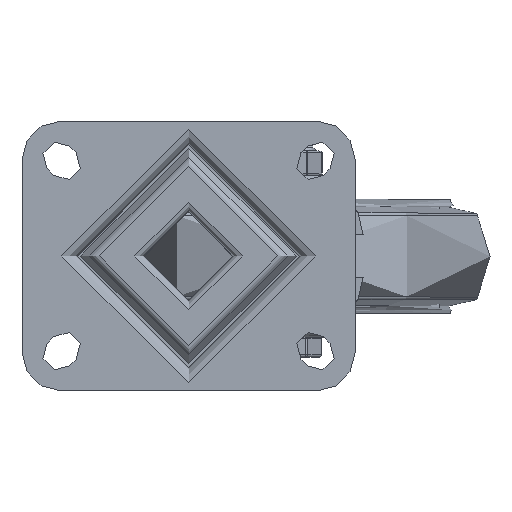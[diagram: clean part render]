
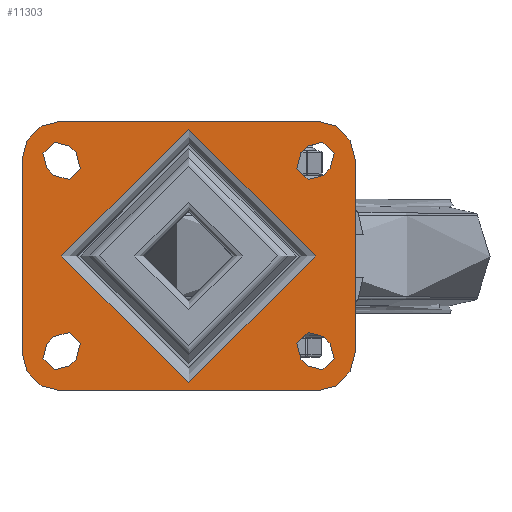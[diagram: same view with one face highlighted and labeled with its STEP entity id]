
A CAD part, top view. The second image highlights one B-rep face of the part: STEP entity #11303.
In plain terms, the highlighted planar face has unit normal (0, 0, 1).
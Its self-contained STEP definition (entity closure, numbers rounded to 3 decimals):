
#972=FACE_BOUND('',#2166,.T.);
#973=FACE_BOUND('',#2167,.T.);
#974=FACE_BOUND('',#2168,.T.);
#975=FACE_BOUND('',#2169,.T.);
#976=FACE_BOUND('',#2170,.T.);
#1118=PLANE('',#12240);
#1449=FACE_OUTER_BOUND('',#2165,.T.);
#2165=EDGE_LOOP('',(#7837,#7838,#7839,#7840,#7841,#7842,#7843,#7844));
#2166=EDGE_LOOP('',(#7845));
#2167=EDGE_LOOP('',(#7846,#7847,#7848,#7849));
#2168=EDGE_LOOP('',(#7850,#7851,#7852,#7853));
#2169=EDGE_LOOP('',(#7854,#7855,#7856,#7857));
#2170=EDGE_LOOP('',(#7858,#7859,#7860,#7861));
#3031=LINE('',#16105,#3782);
#3032=LINE('',#16106,#3783);
#3033=LINE('',#16107,#3784);
#3034=LINE('',#16108,#3785);
#3035=LINE('',#16109,#3786);
#3036=LINE('',#16110,#3787);
#3037=LINE('',#16111,#3788);
#3038=LINE('',#16112,#3789);
#3039=LINE('',#16113,#3790);
#3040=LINE('',#16114,#3791);
#3041=LINE('',#16115,#3792);
#3042=LINE('',#16116,#3793);
#3782=VECTOR('',#13360,1000.);
#3783=VECTOR('',#13361,1000.);
#3784=VECTOR('',#13362,1000.);
#3785=VECTOR('',#13363,1000.);
#3786=VECTOR('',#13364,1000.);
#3787=VECTOR('',#13365,1000.);
#3788=VECTOR('',#13366,1000.);
#3789=VECTOR('',#13367,1000.);
#3790=VECTOR('',#13368,1000.);
#3791=VECTOR('',#13369,1000.);
#3792=VECTOR('',#13370,1000.);
#3793=VECTOR('',#13371,1000.);
#4491=CIRCLE('',#12170,5.);
#4494=CIRCLE('',#12174,5.);
#4495=CIRCLE('',#12176,5.);
#4498=CIRCLE('',#12180,5.);
#4499=CIRCLE('',#12182,5.);
#4502=CIRCLE('',#12186,5.);
#4503=CIRCLE('',#12188,5.);
#4506=CIRCLE('',#12192,5.);
#4508=CIRCLE('',#12195,12.);
#4510=CIRCLE('',#12198,12.);
#4512=CIRCLE('',#12201,12.);
#4514=CIRCLE('',#12204,12.);
#4523=CIRCLE('',#12218,40.);
#4912=VERTEX_POINT('',#15927);
#4913=VERTEX_POINT('',#15928);
#4918=VERTEX_POINT('',#15939);
#4919=VERTEX_POINT('',#15941);
#4920=VERTEX_POINT('',#15945);
#4921=VERTEX_POINT('',#15946);
#4926=VERTEX_POINT('',#15957);
#4927=VERTEX_POINT('',#15959);
#4928=VERTEX_POINT('',#15963);
#4929=VERTEX_POINT('',#15964);
#4934=VERTEX_POINT('',#15975);
#4935=VERTEX_POINT('',#15977);
#4936=VERTEX_POINT('',#15981);
#4937=VERTEX_POINT('',#15982);
#4942=VERTEX_POINT('',#15993);
#4943=VERTEX_POINT('',#15995);
#4946=VERTEX_POINT('',#16002);
#4947=VERTEX_POINT('',#16004);
#4950=VERTEX_POINT('',#16011);
#4951=VERTEX_POINT('',#16013);
#4954=VERTEX_POINT('',#16020);
#4955=VERTEX_POINT('',#16022);
#4958=VERTEX_POINT('',#16029);
#4959=VERTEX_POINT('',#16031);
#4966=VERTEX_POINT('',#16055);
#6024=EDGE_CURVE('',#4912,#4913,#4491,.T.);
#6030=EDGE_CURVE('',#4918,#4919,#4494,.T.);
#6032=EDGE_CURVE('',#4920,#4921,#4495,.T.);
#6038=EDGE_CURVE('',#4926,#4927,#4498,.T.);
#6040=EDGE_CURVE('',#4928,#4929,#4499,.T.);
#6046=EDGE_CURVE('',#4934,#4935,#4502,.T.);
#6048=EDGE_CURVE('',#4936,#4937,#4503,.T.);
#6054=EDGE_CURVE('',#4942,#4943,#4506,.T.);
#6058=EDGE_CURVE('',#4946,#4947,#4508,.T.);
#6062=EDGE_CURVE('',#4950,#4951,#4510,.T.);
#6066=EDGE_CURVE('',#4954,#4955,#4512,.T.);
#6070=EDGE_CURVE('',#4958,#4959,#4514,.T.);
#6082=EDGE_CURVE('',#4966,#4966,#4523,.T.);
#6111=EDGE_CURVE('',#4955,#4958,#3031,.T.);
#6112=EDGE_CURVE('',#4951,#4954,#3032,.T.);
#6113=EDGE_CURVE('',#4947,#4950,#3033,.T.);
#6114=EDGE_CURVE('',#4959,#4946,#3034,.T.);
#6115=EDGE_CURVE('',#4937,#4942,#3035,.T.);
#6116=EDGE_CURVE('',#4943,#4936,#3036,.T.);
#6117=EDGE_CURVE('',#4929,#4934,#3037,.T.);
#6118=EDGE_CURVE('',#4935,#4928,#3038,.T.);
#6119=EDGE_CURVE('',#4921,#4926,#3039,.T.);
#6120=EDGE_CURVE('',#4927,#4920,#3040,.T.);
#6121=EDGE_CURVE('',#4913,#4918,#3041,.T.);
#6122=EDGE_CURVE('',#4919,#4912,#3042,.T.);
#7837=ORIENTED_EDGE('',*,*,#6070,.F.);
#7838=ORIENTED_EDGE('',*,*,#6111,.F.);
#7839=ORIENTED_EDGE('',*,*,#6066,.F.);
#7840=ORIENTED_EDGE('',*,*,#6112,.F.);
#7841=ORIENTED_EDGE('',*,*,#6062,.F.);
#7842=ORIENTED_EDGE('',*,*,#6113,.F.);
#7843=ORIENTED_EDGE('',*,*,#6058,.F.);
#7844=ORIENTED_EDGE('',*,*,#6114,.F.);
#7845=ORIENTED_EDGE('',*,*,#6082,.F.);
#7846=ORIENTED_EDGE('',*,*,#6054,.F.);
#7847=ORIENTED_EDGE('',*,*,#6115,.F.);
#7848=ORIENTED_EDGE('',*,*,#6048,.F.);
#7849=ORIENTED_EDGE('',*,*,#6116,.F.);
#7850=ORIENTED_EDGE('',*,*,#6046,.F.);
#7851=ORIENTED_EDGE('',*,*,#6117,.F.);
#7852=ORIENTED_EDGE('',*,*,#6040,.F.);
#7853=ORIENTED_EDGE('',*,*,#6118,.F.);
#7854=ORIENTED_EDGE('',*,*,#6038,.F.);
#7855=ORIENTED_EDGE('',*,*,#6119,.F.);
#7856=ORIENTED_EDGE('',*,*,#6032,.F.);
#7857=ORIENTED_EDGE('',*,*,#6120,.F.);
#7858=ORIENTED_EDGE('',*,*,#6030,.F.);
#7859=ORIENTED_EDGE('',*,*,#6121,.F.);
#7860=ORIENTED_EDGE('',*,*,#6024,.F.);
#7861=ORIENTED_EDGE('',*,*,#6122,.F.);
#11303=ADVANCED_FACE('',(#1449,#972,#973,#974,#975,#976),#1118,.T.);
#12170=AXIS2_PLACEMENT_3D('',#15929,#13176,#13177);
#12174=AXIS2_PLACEMENT_3D('',#15942,#13187,#13188);
#12176=AXIS2_PLACEMENT_3D('',#15947,#13192,#13193);
#12180=AXIS2_PLACEMENT_3D('',#15960,#13203,#13204);
#12182=AXIS2_PLACEMENT_3D('',#15965,#13208,#13209);
#12186=AXIS2_PLACEMENT_3D('',#15978,#13219,#13220);
#12188=AXIS2_PLACEMENT_3D('',#15983,#13224,#13225);
#12192=AXIS2_PLACEMENT_3D('',#15996,#13235,#13236);
#12195=AXIS2_PLACEMENT_3D('',#16005,#13243,#13244);
#12198=AXIS2_PLACEMENT_3D('',#16014,#13251,#13252);
#12201=AXIS2_PLACEMENT_3D('',#16023,#13259,#13260);
#12204=AXIS2_PLACEMENT_3D('',#16032,#13267,#13268);
#12218=AXIS2_PLACEMENT_3D('',#16056,#13298,#13299);
#12240=AXIS2_PLACEMENT_3D('',#16104,#13358,#13359);
#13176=DIRECTION('center_axis',(0.,0.,1.));
#13177=DIRECTION('ref_axis',(-1.,0.,0.));
#13187=DIRECTION('center_axis',(0.,0.,1.));
#13188=DIRECTION('ref_axis',(-1.,0.,0.));
#13192=DIRECTION('center_axis',(0.,0.,1.));
#13193=DIRECTION('ref_axis',(-1.,0.,0.));
#13203=DIRECTION('center_axis',(0.,0.,1.));
#13204=DIRECTION('ref_axis',(-1.,0.,0.));
#13208=DIRECTION('center_axis',(0.,0.,1.));
#13209=DIRECTION('ref_axis',(1.,0.,0.));
#13219=DIRECTION('center_axis',(0.,0.,1.));
#13220=DIRECTION('ref_axis',(1.,0.,0.));
#13224=DIRECTION('center_axis',(0.,0.,1.));
#13225=DIRECTION('ref_axis',(1.,0.,0.));
#13235=DIRECTION('center_axis',(0.,0.,1.));
#13236=DIRECTION('ref_axis',(1.,0.,0.));
#13243=DIRECTION('center_axis',(0.,0.,-1.));
#13244=DIRECTION('ref_axis',(-0.707,0.707,0.));
#13251=DIRECTION('center_axis',(0.,0.,-1.));
#13252=DIRECTION('ref_axis',(0.707,0.707,0.));
#13259=DIRECTION('center_axis',(0.,0.,-1.));
#13260=DIRECTION('ref_axis',(0.707,-0.707,0.));
#13267=DIRECTION('center_axis',(0.,0.,-1.));
#13268=DIRECTION('ref_axis',(-0.707,-0.707,0.));
#13298=DIRECTION('center_axis',(0.,0.,1.));
#13299=DIRECTION('ref_axis',(1.,0.,0.));
#13358=DIRECTION('center_axis',(0.,0.,1.));
#13359=DIRECTION('ref_axis',(1.,0.,0.));
#13360=DIRECTION('',(-1.,0.,0.));
#13361=DIRECTION('',(0.,-1.,0.));
#13362=DIRECTION('',(1.,0.,0.));
#13363=DIRECTION('',(0.,1.,0.));
#13364=DIRECTION('',(0.707,-0.707,0.));
#13365=DIRECTION('',(-0.707,0.707,0.));
#13366=DIRECTION('',(0.707,0.707,0.));
#13367=DIRECTION('',(-0.707,-0.707,0.));
#13368=DIRECTION('',(-0.707,-0.707,0.));
#13369=DIRECTION('',(0.707,0.707,0.));
#13370=DIRECTION('',(-0.707,0.707,0.));
#13371=DIRECTION('',(0.707,-0.707,0.));
#15927=CARTESIAN_POINT('',(37.525,-34.596,2.5));
#15928=CARTESIAN_POINT('',(44.596,-27.525,2.5));
#15929=CARTESIAN_POINT('Origin',(41.061,-31.061,2.5));
#15939=CARTESIAN_POINT('',(42.475,-25.404,2.5));
#15941=CARTESIAN_POINT('',(35.404,-32.475,2.5));
#15942=CARTESIAN_POINT('Origin',(38.939,-28.939,2.5));
#15945=CARTESIAN_POINT('',(44.596,27.525,2.5));
#15946=CARTESIAN_POINT('',(37.525,34.596,2.5));
#15947=CARTESIAN_POINT('Origin',(41.061,31.061,2.5));
#15957=CARTESIAN_POINT('',(35.404,32.475,2.5));
#15959=CARTESIAN_POINT('',(42.475,25.404,2.5));
#15960=CARTESIAN_POINT('Origin',(38.939,28.939,2.5));
#15963=CARTESIAN_POINT('',(-44.596,-27.525,2.5));
#15964=CARTESIAN_POINT('',(-37.525,-34.596,2.5));
#15965=CARTESIAN_POINT('Origin',(-41.061,-31.061,2.5));
#15975=CARTESIAN_POINT('',(-35.404,-32.475,2.5));
#15977=CARTESIAN_POINT('',(-42.475,-25.404,2.5));
#15978=CARTESIAN_POINT('Origin',(-38.939,-28.939,2.5));
#15981=CARTESIAN_POINT('',(-37.525,34.596,2.5));
#15982=CARTESIAN_POINT('',(-44.596,27.525,2.5));
#15983=CARTESIAN_POINT('Origin',(-41.061,31.061,2.5));
#15993=CARTESIAN_POINT('',(-42.475,25.404,2.5));
#15995=CARTESIAN_POINT('',(-35.404,32.475,2.5));
#15996=CARTESIAN_POINT('Origin',(-38.939,28.939,2.5));
#16002=CARTESIAN_POINT('',(-52.5,30.5,2.5));
#16004=CARTESIAN_POINT('',(-40.5,42.5,2.5));
#16005=CARTESIAN_POINT('Origin',(-40.5,30.5,2.5));
#16011=CARTESIAN_POINT('',(40.5,42.5,2.5));
#16013=CARTESIAN_POINT('',(52.5,30.5,2.5));
#16014=CARTESIAN_POINT('Origin',(40.5,30.5,2.5));
#16020=CARTESIAN_POINT('',(52.5,-30.5,2.5));
#16022=CARTESIAN_POINT('',(40.5,-42.5,2.5));
#16023=CARTESIAN_POINT('Origin',(40.5,-30.5,2.5));
#16029=CARTESIAN_POINT('',(-40.5,-42.5,2.5));
#16031=CARTESIAN_POINT('',(-52.5,-30.5,2.5));
#16032=CARTESIAN_POINT('Origin',(-40.5,-30.5,2.5));
#16055=CARTESIAN_POINT('',(40.,0.,2.5));
#16056=CARTESIAN_POINT('Origin',(0.,0.,2.5));
#16104=CARTESIAN_POINT('Origin',(0.,0.,2.5));
#16105=CARTESIAN_POINT('',(52.5,-42.5,2.5));
#16106=CARTESIAN_POINT('',(52.5,42.5,2.5));
#16107=CARTESIAN_POINT('',(-52.5,42.5,2.5));
#16108=CARTESIAN_POINT('',(-52.5,-42.5,2.5));
#16109=CARTESIAN_POINT('',(-44.596,27.525,2.5));
#16110=CARTESIAN_POINT('',(-37.525,34.596,2.5));
#16111=CARTESIAN_POINT('',(-37.525,-34.596,2.5));
#16112=CARTESIAN_POINT('',(-44.596,-27.525,2.5));
#16113=CARTESIAN_POINT('',(37.525,34.596,2.5));
#16114=CARTESIAN_POINT('',(44.596,27.525,2.5));
#16115=CARTESIAN_POINT('',(44.596,-27.525,2.5));
#16116=CARTESIAN_POINT('',(37.525,-34.596,2.5));
